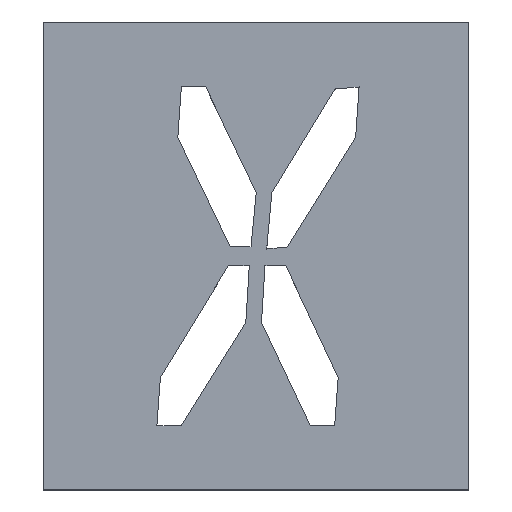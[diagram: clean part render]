
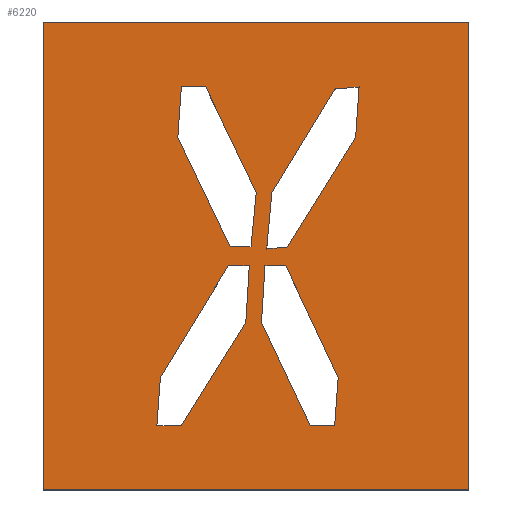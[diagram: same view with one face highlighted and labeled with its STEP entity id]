
A CAD part, top view. The second image highlights one B-rep face of the part: STEP entity #6220.
In plain terms, the highlighted planar face has unit normal (0, 0, 1).
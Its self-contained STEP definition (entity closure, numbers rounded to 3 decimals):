
#3830=CARTESIAN_POINT('',(0.,0.,9.));
#3840=DIRECTION('',(0.,0.,1.));
#3850=DIRECTION('',(1.,0.,0.));
#3860=AXIS2_PLACEMENT_3D('',#3830,#3840,#3850);
#3870=PLANE('',#3860);
#3880=CARTESIAN_POINT('',(9.099,0.,9.));
#3890=DIRECTION('',(0.061,0.998,0.));
#3900=VECTOR('',#3890,1.);
#3910=LINE('',#3880,#3900);
#3920=CARTESIAN_POINT('',(9.519,6.853,9.));
#3930=VERTEX_POINT('',#3920);
#3940=CARTESIAN_POINT('',(9.683,9.527,9.));
#3950=VERTEX_POINT('',#3940);
#3960=EDGE_CURVE('',#3930,#3950,#3910,.T.);
#3970=ORIENTED_EDGE('',*,*,#3960,.F.);
#3980=CARTESIAN_POINT('',(0.,9.527,9.));
#3990=DIRECTION('',(-1.,0.,0.));
#4000=VECTOR('',#3990,1.);
#4010=LINE('',#3980,#4000);
#4020=CARTESIAN_POINT('',(8.699,9.527,9.));
#4030=VERTEX_POINT('',#4020);
#4040=EDGE_CURVE('',#3950,#4030,#4010,.T.);
#4050=ORIENTED_EDGE('',*,*,#4040,.F.);
#4060=CARTESIAN_POINT('',(2.895,0.,9.));
#4070=DIRECTION('',(-0.52,-0.854,0.));
#4080=VECTOR('',#4070,1.);
#4090=LINE('',#4060,#4080);
#4100=CARTESIAN_POINT('',(5.501,4.278,9.));
#4110=VERTEX_POINT('',#4100);
#4120=EDGE_CURVE('',#4030,#4110,#4090,.T.);
#4130=ORIENTED_EDGE('',*,*,#4120,.F.);
#4140=CARTESIAN_POINT('',(5.193,0.,9.));
#4150=DIRECTION('',(-0.072,-0.997,0.));
#4160=VECTOR('',#4150,1.);
#4170=LINE('',#4140,#4160);
#4180=CARTESIAN_POINT('',(5.337,2.,9.));
#4190=VERTEX_POINT('',#4180);
#4200=EDGE_CURVE('',#4110,#4190,#4170,.T.);
#4210=ORIENTED_EDGE('',*,*,#4200,.F.);
#4220=CARTESIAN_POINT('',(0.,2.,9.));
#4230=DIRECTION('',(1.,0.,0.));
#4240=VECTOR('',#4230,1.);
#4250=LINE('',#4220,#4240);
#4260=CARTESIAN_POINT('',(6.485,2.,9.));
#4270=VERTEX_POINT('',#4260);
#4280=EDGE_CURVE('',#4190,#4270,#4250,.T.);
#4290=ORIENTED_EDGE('',*,*,#4280,.F.);
#4300=CARTESIAN_POINT('',(5.235,0.,9.));
#4310=DIRECTION('',(0.53,0.848,0.));
#4320=VECTOR('',#4310,1.);
#4330=LINE('',#4300,#4320);
#4340=EDGE_CURVE('',#4270,#3930,#4330,.T.);
#4350=ORIENTED_EDGE('',*,*,#4340,.F.);
#4360=EDGE_LOOP('',(#4350,#4290,#4210,#4130,#4050,#3970));
#4370=FACE_BOUND('',#4360,.T.);
#4380=CARTESIAN_POINT('',(16.251,0.,9.));
#4390=DIRECTION('',(-0.433,0.901,0.));
#4400=VECTOR('',#4390,1.);
#4410=LINE('',#4380,#4400);
#4420=CARTESIAN_POINT('',(10.011,12.993,9.));
#4430=VERTEX_POINT('',#4420);
#4440=CARTESIAN_POINT('',(7.633,17.944,9.));
#4450=VERTEX_POINT('',#4440);
#4460=EDGE_CURVE('',#4430,#4450,#4410,.T.);
#4470=ORIENTED_EDGE('',*,*,#4460,.F.);
#4480=CARTESIAN_POINT('',(0.,17.944,9.));
#4490=DIRECTION('',(-1.,0.,0.));
#4500=VECTOR('',#4490,1.);
#4510=LINE('',#4480,#4500);
#4520=CARTESIAN_POINT('',(6.485,17.944,9.));
#4530=VERTEX_POINT('',#4520);
#4540=EDGE_CURVE('',#4450,#4530,#4510,.T.);
#4550=ORIENTED_EDGE('',*,*,#4540,.F.);
#4560=CARTESIAN_POINT('',(5.247,0.,9.));
#4570=DIRECTION('',(-0.069,-0.998,0.));
#4580=VECTOR('',#4570,1.);
#4590=LINE('',#4560,#4580);
#4600=CARTESIAN_POINT('',(6.321,15.568,9.));
#4610=VERTEX_POINT('',#4600);
#4620=EDGE_CURVE('',#4530,#4610,#4590,.T.);
#4630=ORIENTED_EDGE('',*,*,#4620,.F.);
#4640=CARTESIAN_POINT('',(13.758,0.,9.));
#4650=DIRECTION('',(0.431,-0.902,0.));
#4660=VECTOR('',#4650,1.);
#4670=LINE('',#4640,#4660);
#4680=CARTESIAN_POINT('',(8.781,10.418,9.));
#4690=VERTEX_POINT('',#4680);
#4700=EDGE_CURVE('',#4610,#4690,#4670,.T.);
#4710=ORIENTED_EDGE('',*,*,#4700,.F.);
#4720=CARTESIAN_POINT('',(0.,10.418,9.));
#4730=DIRECTION('',(1.,0.,0.));
#4740=VECTOR('',#4730,1.);
#4750=LINE('',#4720,#4740);
#4760=CARTESIAN_POINT('',(9.765,10.418,9.));
#4770=VERTEX_POINT('',#4760);
#4780=EDGE_CURVE('',#4690,#4770,#4750,.T.);
#4790=ORIENTED_EDGE('',*,*,#4780,.F.);
#4800=CARTESIAN_POINT('',(8.77,0.,9.));
#4810=DIRECTION('',(0.095,0.995,0.));
#4820=VECTOR('',#4810,1.);
#4830=LINE('',#4800,#4820);
#4840=EDGE_CURVE('',#4770,#4430,#4830,.T.);
#4850=ORIENTED_EDGE('',*,*,#4840,.F.);
#4860=EDGE_LOOP('',(#4850,#4790,#4710,#4630,#4550,#4470));
#4870=FACE_BOUND('',#4860,.T.);
#4880=CARTESIAN_POINT('',(5.018,0.,9.));
#4890=DIRECTION('',(0.528,0.85,0.));
#4900=VECTOR('',#4890,1.);
#4910=LINE('',#4880,#4900);
#4920=CARTESIAN_POINT('',(11.487,10.418,9.));
#4930=VERTEX_POINT('',#4920);
#4940=CARTESIAN_POINT('',(14.685,15.568,9.));
#4950=VERTEX_POINT('',#4940);
#4960=EDGE_CURVE('',#4930,#4950,#4910,.T.);
#4970=ORIENTED_EDGE('',*,*,#4960,.F.);
#4980=CARTESIAN_POINT('',(13.611,0.,9.));
#4990=DIRECTION('',(0.069,0.998,0.));
#5000=VECTOR('',#4990,1.);
#5010=LINE('',#4980,#5000);
#5020=CARTESIAN_POINT('',(14.849,17.944,9.));
#5030=VERTEX_POINT('',#5020);
#5040=EDGE_CURVE('',#4950,#5030,#5010,.T.);
#5050=ORIENTED_EDGE('',*,*,#5040,.F.);
#5060=CARTESIAN_POINT('',(0.,16.663,9.));
#5070=DIRECTION('',(-0.996,-0.086,0.));
#5080=VECTOR('',#5070,1.);
#5090=LINE('',#5060,#5080);
#5100=CARTESIAN_POINT('',(13.701,17.845,9.));
#5110=VERTEX_POINT('',#5100);
#5120=EDGE_CURVE('',#5030,#5110,#5090,.T.);
#5130=ORIENTED_EDGE('',*,*,#5120,.F.);
#5140=CARTESIAN_POINT('',(2.845,0.,9.));
#5150=DIRECTION('',(-0.52,-0.854,0.));
#5160=VECTOR('',#5150,1.);
#5170=LINE('',#5140,#5160);
#5180=CARTESIAN_POINT('',(10.749,12.993,9.));
#5190=VERTEX_POINT('',#5180);
#5200=EDGE_CURVE('',#5110,#5190,#5170,.T.);
#5210=ORIENTED_EDGE('',*,*,#5200,.F.);
#5220=CARTESIAN_POINT('',(9.554,0.,9.));
#5230=DIRECTION('',(-0.092,-0.996,0.));
#5240=VECTOR('',#5230,1.);
#5250=LINE('',#5220,#5240);
#5260=CARTESIAN_POINT('',(10.503,10.319,9.));
#5270=VERTEX_POINT('',#5260);
#5280=EDGE_CURVE('',#5190,#5270,#5250,.T.);
#5290=ORIENTED_EDGE('',*,*,#5280,.F.);
#5300=CARTESIAN_POINT('',(0.,9.262,9.));
#5310=DIRECTION('',(0.995,0.1,0.));
#5320=VECTOR('',#5310,1.);
#5330=LINE('',#5300,#5320);
#5340=EDGE_CURVE('',#5270,#4930,#5330,.T.);
#5350=ORIENTED_EDGE('',*,*,#5340,.F.);
#5360=EDGE_LOOP('',(#5350,#5290,#5210,#5130,#5050,#4970));
#5370=FACE_BOUND('',#5360,.T.);
#5380=CARTESIAN_POINT('',(0.,2.,9.));
#5390=DIRECTION('',(1.,0.,0.));
#5400=VECTOR('',#5390,1.);
#5410=LINE('',#5380,#5400);
#5420=CARTESIAN_POINT('',(12.553,2.,9.));
#5430=VERTEX_POINT('',#5420);
#5440=CARTESIAN_POINT('',(13.701,2.,9.));
#5450=VERTEX_POINT('',#5440);
#5460=EDGE_CURVE('',#5430,#5450,#5410,.T.);
#5470=ORIENTED_EDGE('',*,*,#5460,.F.);
#5480=CARTESIAN_POINT('',(13.557,0.,9.));
#5490=DIRECTION('',(0.072,0.997,0.));
#5500=VECTOR('',#5490,1.);
#5510=LINE('',#5480,#5500);
#5520=CARTESIAN_POINT('',(13.865,4.278,9.));
#5530=VERTEX_POINT('',#5520);
#5540=EDGE_CURVE('',#5450,#5530,#5510,.T.);
#5550=ORIENTED_EDGE('',*,*,#5540,.F.);
#5560=CARTESIAN_POINT('',(15.87,0.,9.));
#5570=DIRECTION('',(-0.424,0.905,0.));
#5580=VECTOR('',#5570,1.);
#5590=LINE('',#5560,#5580);
#5600=CARTESIAN_POINT('',(11.405,9.527,9.));
#5610=VERTEX_POINT('',#5600);
#5620=EDGE_CURVE('',#5530,#5610,#5590,.T.);
#5630=ORIENTED_EDGE('',*,*,#5620,.F.);
#5640=CARTESIAN_POINT('',(0.,9.527,9.));
#5650=DIRECTION('',(-1.,0.,0.));
#5660=VECTOR('',#5650,1.);
#5670=LINE('',#5640,#5660);
#5680=CARTESIAN_POINT('',(10.421,9.527,9.));
#5690=VERTEX_POINT('',#5680);
#5700=EDGE_CURVE('',#5610,#5690,#5670,.T.);
#5710=ORIENTED_EDGE('',*,*,#5700,.F.);
#5720=CARTESIAN_POINT('',(9.837,0.,9.));
#5730=DIRECTION('',(-0.061,-0.998,0.));
#5740=VECTOR('',#5730,1.);
#5750=LINE('',#5720,#5740);
#5760=CARTESIAN_POINT('',(10.257,6.853,9.));
#5770=VERTEX_POINT('',#5760);
#5780=EDGE_CURVE('',#5690,#5770,#5750,.T.);
#5790=ORIENTED_EDGE('',*,*,#5780,.F.);
#5800=CARTESIAN_POINT('',(13.499,0.,9.));
#5810=DIRECTION('',(0.428,-0.904,0.));
#5820=VECTOR('',#5810,1.);
#5830=LINE('',#5800,#5820);
#5840=EDGE_CURVE('',#5770,#5430,#5830,.T.);
#5850=ORIENTED_EDGE('',*,*,#5840,.F.);
#5860=EDGE_LOOP('',(#5850,#5790,#5710,#5630,#5550,#5470));
#5870=FACE_BOUND('',#5860,.T.);
#5880=CARTESIAN_POINT('',(0.,-1.,9.));
#5890=DIRECTION('',(0.,1.,0.));
#5900=VECTOR('',#5890,1.);
#5910=LINE('',#5880,#5900);
#5920=CARTESIAN_POINT('',(0.,-1.,9.));
#5930=VERTEX_POINT('',#5920);
#5940=CARTESIAN_POINT('',(0.,21.,9.));
#5950=VERTEX_POINT('',#5940);
#5960=EDGE_CURVE('',#5930,#5950,#5910,.T.);
#5970=ORIENTED_EDGE('',*,*,#5960,.F.);
#5980=CARTESIAN_POINT('',(0.,21.,9.));
#5990=DIRECTION('',(1.,0.,0.));
#6000=VECTOR('',#5990,1.);
#6010=LINE('',#5980,#6000);
#6020=CARTESIAN_POINT('',(20.,21.,9.));
#6030=VERTEX_POINT('',#6020);
#6040=EDGE_CURVE('',#5950,#6030,#6010,.T.);
#6050=ORIENTED_EDGE('',*,*,#6040,.F.);
#6060=CARTESIAN_POINT('',(20.,21.,9.));
#6070=DIRECTION('',(0.,-1.,0.));
#6080=VECTOR('',#6070,1.);
#6090=LINE('',#6060,#6080);
#6100=CARTESIAN_POINT('',(20.,-1.,9.));
#6110=VERTEX_POINT('',#6100);
#6120=EDGE_CURVE('',#6030,#6110,#6090,.T.);
#6130=ORIENTED_EDGE('',*,*,#6120,.F.);
#6140=CARTESIAN_POINT('',(20.,-1.,9.));
#6150=DIRECTION('',(-1.,0.,0.));
#6160=VECTOR('',#6150,1.);
#6170=LINE('',#6140,#6160);
#6180=EDGE_CURVE('',#6110,#5930,#6170,.T.);
#6190=ORIENTED_EDGE('',*,*,#6180,.F.);
#6200=EDGE_LOOP('',(#6190,#6130,#6050,#5970));
#6210=FACE_OUTER_BOUND('',#6200,.T.);
#6220=ADVANCED_FACE('',(#4370,#4870,#5370,#5870,#6210),#3870,.T.);
